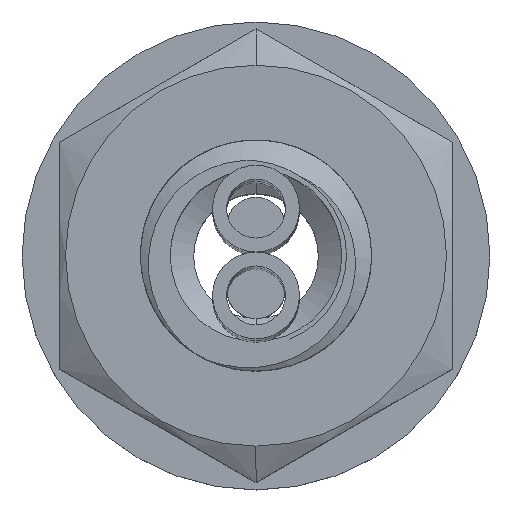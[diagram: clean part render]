
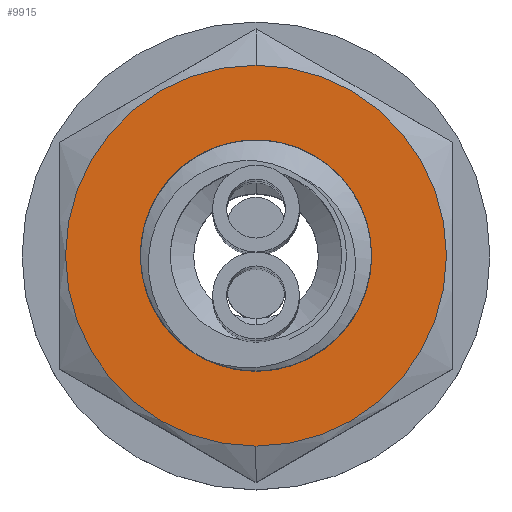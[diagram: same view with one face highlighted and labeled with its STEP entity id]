
A CAD part, top view. The second image highlights one B-rep face of the part: STEP entity #9915.
In plain terms, the highlighted face is planar.
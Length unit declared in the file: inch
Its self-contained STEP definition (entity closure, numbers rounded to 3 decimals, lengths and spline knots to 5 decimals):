
#9166=CARTESIAN_POINT('',(0.,0.13696,0.));
#9167=DIRECTION('',(0.,1.,0.));
#9168=DIRECTION('',(0.,0.,1.));
#9169=AXIS2_PLACEMENT_3D('',#9166,#9167,#9168);
#9179=CARTESIAN_POINT('',(0.,0.13696,0.));
#9180=DIRECTION('',(0.,1.,0.));
#9181=DIRECTION('',(0.,0.,-1.));
#9182=AXIS2_PLACEMENT_3D('',#9179,#9180,#9181);
#9777=CARTESIAN_POINT('',(0.,0.13696,0.));
#9778=DIRECTION('',(0.,-1.,0.));
#9779=DIRECTION('',(0.,0.,1.));
#9780=AXIS2_PLACEMENT_3D('',#9777,#9778,#9779);
#9786=CARTESIAN_POINT('',(0.,0.13696,0.));
#9787=DIRECTION('',(0.,-1.,0.));
#9788=DIRECTION('',(0.,0.,-1.));
#9789=AXIS2_PLACEMENT_3D('',#9786,#9787,#9788);
#9800=CARTESIAN_POINT('',(0.,0.13696,0.19093));
#9801=CARTESIAN_POINT('',(0.,0.13696,-0.19093));
#9802=VERTEX_POINT('',#9800);
#9803=VERTEX_POINT('',#9801);
#9832=CARTESIAN_POINT('',(0.,0.13696,-0.10462));
#9833=VERTEX_POINT('',#9832);
#9858=CARTESIAN_POINT('',(0.,0.13696,0.10462));
#9859=VERTEX_POINT('',#9858);
#9899=CARTESIAN_POINT('',(0.09843,0.13696,0.));
#9900=DIRECTION('',(0.,1.,0.));
#9901=DIRECTION('',(0.,0.,1.));
#9902=AXIS2_PLACEMENT_3D('',#9899,#9900,#9901);
#9903=PLANE('',#9902);
#9904=ORIENTED_EDGE('',*,*,#9884,.F.);
#9906=ORIENTED_EDGE('',*,*,#9905,.F.);
#9907=EDGE_LOOP('',(#9904,#9906));
#9908=FACE_OUTER_BOUND('',#9907,.F.);
#9910=ORIENTED_EDGE('',*,*,#9909,.F.);
#9912=ORIENTED_EDGE('',*,*,#9911,.F.);
#9913=EDGE_LOOP('',(#9910,#9912));
#9914=FACE_BOUND('',#9913,.F.);
#9915=ADVANCED_FACE('',(#9908,#9914),#9903,.T.);
#9170=CIRCLE('',#9169,0.19093);
#9183=CIRCLE('',#9182,0.19093);
#9781=CIRCLE('',#9780,0.10462);
#9790=CIRCLE('',#9789,0.10462);
#9884=EDGE_CURVE('',#9802,#9803,#9170,.T.);
#9905=EDGE_CURVE('',#9803,#9802,#9183,.T.);
#9909=EDGE_CURVE('',#9833,#9859,#9790,.T.);
#9911=EDGE_CURVE('',#9859,#9833,#9781,.T.);
